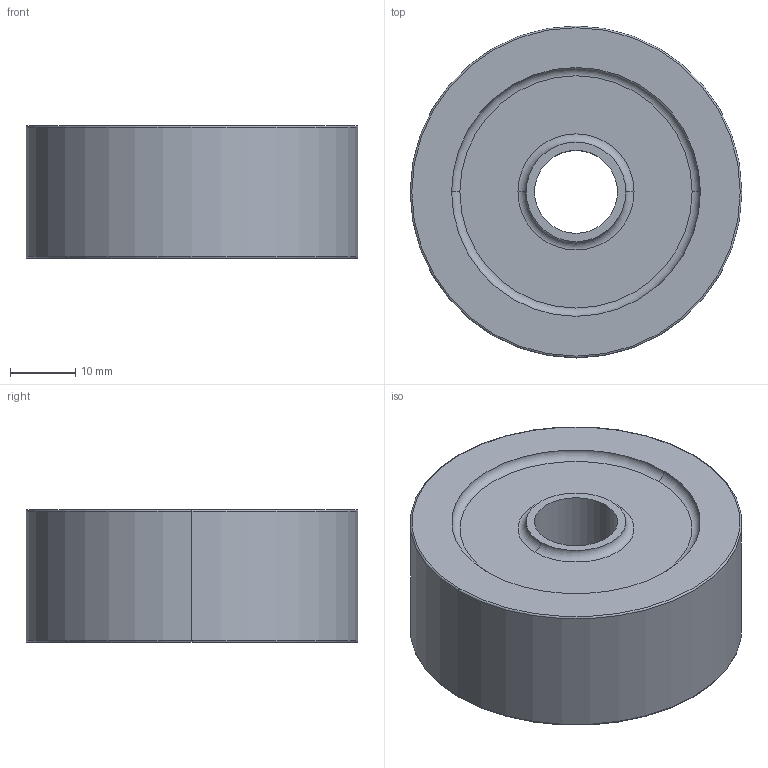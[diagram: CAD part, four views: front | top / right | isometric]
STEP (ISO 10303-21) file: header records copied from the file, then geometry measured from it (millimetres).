
FILE_DESCRIPTION (( 'STEP AP214' ), '1' );
FILE_NAME ('BB-2x0.8-30A.step', '2019-01-17T14:14:51', ( '' ), ( '' ), 'SwSTEP 2.0', 'SolidWorks 2017', '' );
FILE_SCHEMA (( 'AUTOMOTIVE_DESIGN' ));
Length unit declared in the file: inch
Products named in the file (1): BB-2x0.8-30A
Bounding box: 50.8 x 50.8 x 20.32 mm (x, y, z)
Volume: 36412.2 mm3; surface area: 8134.8 mm2
Topology: 1 solids, 1 shells, 30 faces, 62 edges, 38 vertices
Faces by surface type: plane 14, torus 12, cylinder 4
Entity records: 852 total; most frequent: DIRECTION 166, CARTESIAN_POINT 131, ORIENTED_EDGE 124, AXIS2_PLACEMENT_3D 73, EDGE_CURVE 62, CIRCLE 42, VERTEX_POINT 38, EDGE_LOOP 36
